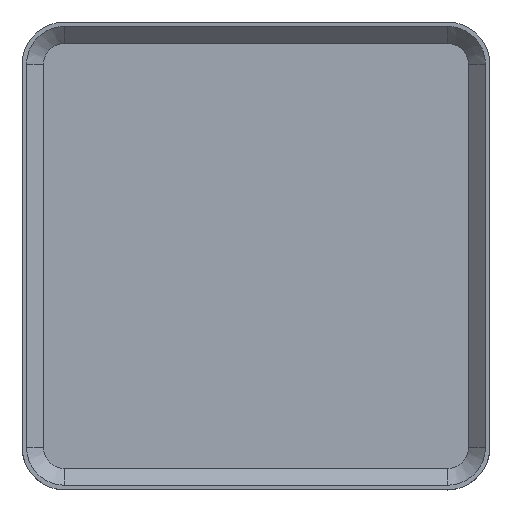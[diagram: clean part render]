
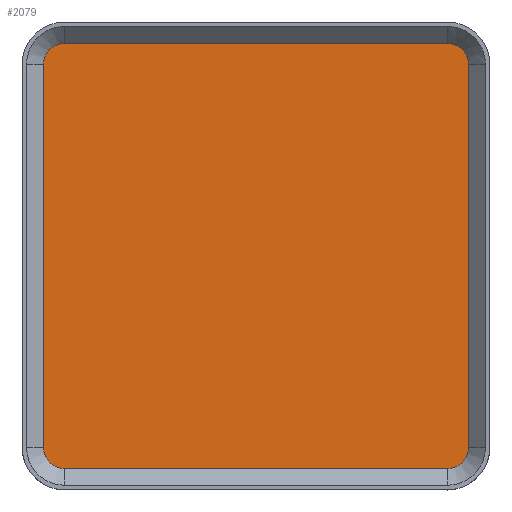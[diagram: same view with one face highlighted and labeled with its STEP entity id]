
A CAD part, top view. The second image highlights one B-rep face of the part: STEP entity #2079.
In plain terms, the highlighted planar face has unit normal (0, 0, 1).
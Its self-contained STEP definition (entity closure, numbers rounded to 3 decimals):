
#105=PLANE('',#2304);
#256=FACE_OUTER_BOUND('',#384,.T.);
#384=EDGE_LOOP('',(#1918,#1919,#1920,#1921,#1922,#1923,#1924,#1925));
#410=CIRCLE('',#2141,2.95);
#411=CIRCLE('',#2144,2.95);
#414=CIRCLE('',#2153,2.95);
#415=CIRCLE('',#2156,2.95);
#521=LINE('',#3077,#729);
#524=LINE('',#3085,#732);
#534=LINE('',#3112,#742);
#536=LINE('',#3117,#744);
#729=VECTOR('',#2451,10.);
#732=VECTOR('',#2460,10.);
#742=VECTOR('',#2488,10.);
#744=VECTOR('',#2496,10.);
#930=VERTEX_POINT('',#3069);
#931=VERTEX_POINT('',#3071);
#932=VERTEX_POINT('',#3075);
#933=VERTEX_POINT('',#3079);
#934=VERTEX_POINT('',#3083);
#940=VERTEX_POINT('',#3105);
#941=VERTEX_POINT('',#3107);
#942=VERTEX_POINT('',#3111);
#1127=EDGE_CURVE('',#931,#930,#410,.T.);
#1130=EDGE_CURVE('',#930,#932,#521,.T.);
#1132=EDGE_CURVE('',#932,#933,#411,.T.);
#1134=EDGE_CURVE('',#933,#934,#524,.T.);
#1145=EDGE_CURVE('',#941,#940,#414,.T.);
#1147=EDGE_CURVE('',#942,#941,#534,.T.);
#1149=EDGE_CURVE('',#934,#942,#415,.T.);
#1150=EDGE_CURVE('',#940,#931,#536,.T.);
#1918=ORIENTED_EDGE('',*,*,#1134,.T.);
#1919=ORIENTED_EDGE('',*,*,#1149,.T.);
#1920=ORIENTED_EDGE('',*,*,#1147,.T.);
#1921=ORIENTED_EDGE('',*,*,#1145,.T.);
#1922=ORIENTED_EDGE('',*,*,#1150,.T.);
#1923=ORIENTED_EDGE('',*,*,#1127,.T.);
#1924=ORIENTED_EDGE('',*,*,#1130,.T.);
#1925=ORIENTED_EDGE('',*,*,#1132,.T.);
#2079=ADVANCED_FACE('',(#256),#105,.T.);
#2141=AXIS2_PLACEMENT_3D('',#3072,#2445,#2446);
#2144=AXIS2_PLACEMENT_3D('',#3081,#2455,#2456);
#2153=AXIS2_PLACEMENT_3D('',#3108,#2483,#2484);
#2156=AXIS2_PLACEMENT_3D('',#3115,#2492,#2493);
#2304=AXIS2_PLACEMENT_3D('',#3528,#2934,#2935);
#2445=DIRECTION('center_axis',(0.,0.,1.));
#2446=DIRECTION('ref_axis',(1.,0.,0.));
#2451=DIRECTION('',(-1.,0.,0.));
#2455=DIRECTION('center_axis',(0.,0.,1.));
#2456=DIRECTION('ref_axis',(0.,1.,0.));
#2460=DIRECTION('',(0.,-1.,0.));
#2483=DIRECTION('center_axis',(0.,0.,1.));
#2484=DIRECTION('ref_axis',(0.,-1.,0.));
#2488=DIRECTION('',(1.,0.,0.));
#2492=DIRECTION('center_axis',(0.,0.,1.));
#2493=DIRECTION('ref_axis',(-1.,0.,0.));
#2496=DIRECTION('',(0.,1.,0.));
#2934=DIRECTION('center_axis',(0.,0.,1.));
#2935=DIRECTION('ref_axis',(1.,0.,0.));
#3069=CARTESIAN_POINT('',(38.,40.95,5.8));
#3071=CARTESIAN_POINT('',(40.95,38.,5.8));
#3072=CARTESIAN_POINT('Origin',(38.,38.,5.8));
#3075=CARTESIAN_POINT('',(4.,40.95,5.8));
#3077=CARTESIAN_POINT('',(12.5,40.95,5.8));
#3079=CARTESIAN_POINT('',(1.05,38.,5.8));
#3081=CARTESIAN_POINT('Origin',(4.,38.,5.8));
#3083=CARTESIAN_POINT('',(1.05,4.,5.8));
#3085=CARTESIAN_POINT('',(1.05,12.5,5.8));
#3105=CARTESIAN_POINT('',(40.95,4.,5.8));
#3107=CARTESIAN_POINT('',(38.,1.05,5.8));
#3108=CARTESIAN_POINT('Origin',(38.,4.,5.8));
#3111=CARTESIAN_POINT('',(4.,1.05,5.8));
#3112=CARTESIAN_POINT('',(29.5,1.05,5.8));
#3115=CARTESIAN_POINT('Origin',(4.,4.,5.8));
#3117=CARTESIAN_POINT('',(40.95,29.5,5.8));
#3528=CARTESIAN_POINT('Origin',(21.,21.,5.8));
